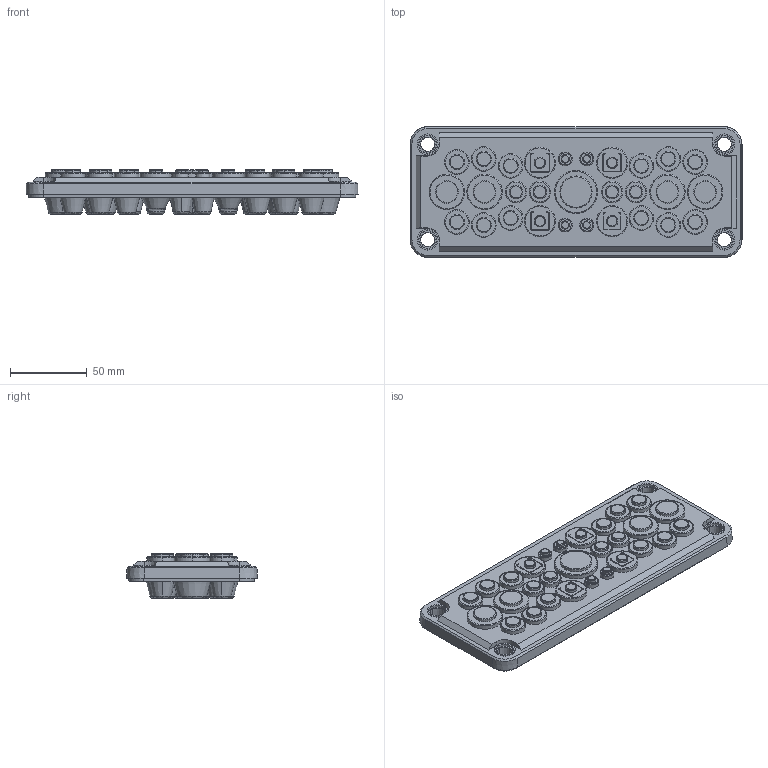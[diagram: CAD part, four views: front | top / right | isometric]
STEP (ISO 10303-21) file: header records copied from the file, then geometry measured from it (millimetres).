
FILE_DESCRIPTION (( 'STEP AP214' ), '1' );
FILE_NAME ('FIBOX FMC-25.STEP', '2015-10-23T06:36:47', ( '' ), ( '' ), 'SwSTEP 2.0', 'SolidWorks 2014', '' );
FILE_SCHEMA (( 'AUTOMOTIVE_DESIGN' ));
Length unit declared in the file: millimetre
Products named in the file (1): FIBOX FMC-25
Bounding box: 216 x 85 x 29 mm (x, y, z)
Volume: 171471.7 mm3; surface area: 102858.8 mm2
Topology: 1 solids, 1 shells, 1290 faces, 2862 edges, 1762 vertices
Faces by surface type: cone 450, bspline 414, plane 312, cylinder 114
Entity records: 44197 total; most frequent: CARTESIAN_POINT 16810, DIRECTION 5898, ORIENTED_EDGE 5724, EDGE_CURVE 2862, AXIS2_PLACEMENT_3D 2543, VERTEX_POINT 1762, CIRCLE 1666, EDGE_LOOP 1486
